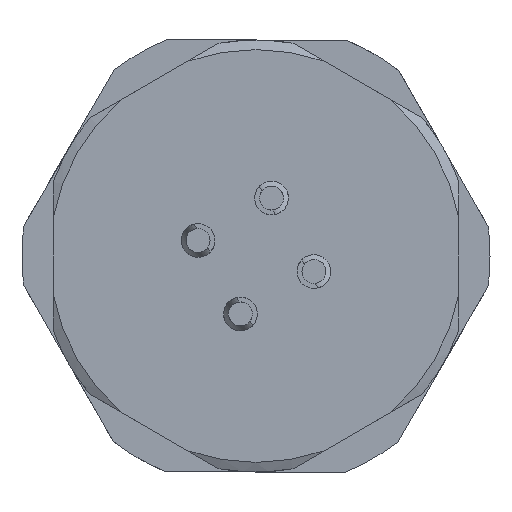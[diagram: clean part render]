
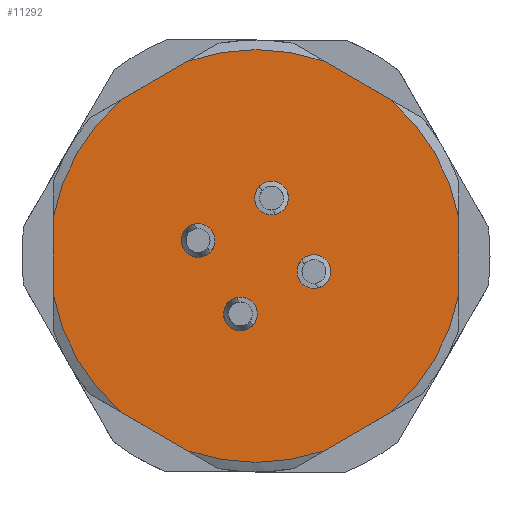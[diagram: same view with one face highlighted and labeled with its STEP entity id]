
A CAD part, front view. The second image highlights one B-rep face of the part: STEP entity #11292.
In plain terms, the highlighted planar face has unit normal (0, -1, 0).
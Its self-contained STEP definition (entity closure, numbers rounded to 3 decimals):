
#2893=CARTESIAN_POINT('',(5.61,-7.85,6.518));
#2895=CARTESIAN_POINT('',(2.84,-7.85,8.118));
#2915=CARTESIAN_POINT('',(0.,-7.85,0.));
#2916=DIRECTION('',(0.,1.,0.));
#2917=DIRECTION('',(0.652,0.,0.758));
#2918=AXIS2_PLACEMENT_3D('',#2915,#2916,#2917);
#2920=DIRECTION('',(0.,0.,-1.));
#2921=VECTOR('',#2920,3.198);
#2922=CARTESIAN_POINT('',(8.45,-7.85,1.599));
#2923=LINE('',#2922,#2921);
#2924=CARTESIAN_POINT('',(0.,-7.85,0.));
#2925=DIRECTION('',(0.,1.,0.));
#2926=DIRECTION('',(0.983,0.,-0.186));
#2927=AXIS2_PLACEMENT_3D('',#2924,#2925,#2926);
#2929=DIRECTION('',(-0.866,0.,-0.5));
#2930=VECTOR('',#2929,3.198);
#2931=CARTESIAN_POINT('',(5.61,-7.85,-6.518));
#2932=LINE('',#2931,#2930);
#2933=CARTESIAN_POINT('',(0.,-7.85,0.));
#2934=DIRECTION('',(0.,1.,0.));
#2935=DIRECTION('',(0.33,0.,-0.944));
#2936=AXIS2_PLACEMENT_3D('',#2933,#2934,#2935);
#2938=DIRECTION('',(-0.866,0.,0.5));
#2939=VECTOR('',#2938,3.198);
#2940=CARTESIAN_POINT('',(-2.84,-7.85,-8.118));
#2941=LINE('',#2940,#2939);
#2942=CARTESIAN_POINT('',(0.,-7.85,0.));
#2943=DIRECTION('',(0.,1.,0.));
#2944=DIRECTION('',(-0.652,0.,-0.758));
#2945=AXIS2_PLACEMENT_3D('',#2942,#2943,#2944);
#2947=DIRECTION('',(0.,0.,1.));
#2948=VECTOR('',#2947,3.198);
#2949=CARTESIAN_POINT('',(-8.45,-7.85,-1.599));
#2950=LINE('',#2949,#2948);
#2951=CARTESIAN_POINT('',(0.,-7.85,0.));
#2952=DIRECTION('',(0.,1.,0.));
#2953=DIRECTION('',(-0.983,0.,0.186));
#2954=AXIS2_PLACEMENT_3D('',#2951,#2952,#2953);
#2956=DIRECTION('',(0.866,0.,0.5));
#2957=VECTOR('',#2956,3.198);
#2958=CARTESIAN_POINT('',(-5.61,-7.85,6.518));
#2959=LINE('',#2958,#2957);
#2960=CARTESIAN_POINT('',(0.,-7.85,0.));
#2961=DIRECTION('',(0.,1.,0.));
#2962=DIRECTION('',(-0.33,0.,0.944));
#2963=AXIS2_PLACEMENT_3D('',#2960,#2961,#2962);
#2965=DIRECTION('',(0.866,0.,-0.5));
#2966=VECTOR('',#2965,3.198);
#2967=CARTESIAN_POINT('',(2.84,-7.85,8.118));
#2968=LINE('',#2967,#2966);
#2969=CARTESIAN_POINT('',(-2.415,-7.85,0.647));
#2970=DIRECTION('',(0.,-1.,0.));
#2971=DIRECTION('',(-0.966,0.,0.259));
#2972=AXIS2_PLACEMENT_3D('',#2969,#2970,#2971);
#2974=CARTESIAN_POINT('',(-2.415,-7.85,0.647));
#2975=DIRECTION('',(0.,-1.,0.));
#2976=DIRECTION('',(-0.371,0.,0.929));
#2977=AXIS2_PLACEMENT_3D('',#2974,#2975,#2976);
#2979=CARTESIAN_POINT('',(-0.648,-7.85,-2.415));
#2980=DIRECTION('',(0.,-1.,0.));
#2981=DIRECTION('',(-0.966,0.,0.259));
#2982=AXIS2_PLACEMENT_3D('',#2979,#2980,#2981);
#2984=CARTESIAN_POINT('',(-0.648,-7.85,-2.415));
#2985=DIRECTION('',(0.,-1.,0.));
#2986=DIRECTION('',(-0.371,0.,0.929));
#2987=AXIS2_PLACEMENT_3D('',#2984,#2985,#2986);
#2989=CARTESIAN_POINT('',(2.415,-7.85,-0.647));
#2990=DIRECTION('',(0.,-1.,0.));
#2991=DIRECTION('',(0.966,0.,-0.259));
#2992=AXIS2_PLACEMENT_3D('',#2989,#2990,#2991);
#2994=CARTESIAN_POINT('',(2.415,-7.85,-0.647));
#2995=DIRECTION('',(0.,-1.,0.));
#2996=DIRECTION('',(0.371,0.,-0.929));
#2997=AXIS2_PLACEMENT_3D('',#2994,#2995,#2996);
#2999=CARTESIAN_POINT('',(0.648,-7.85,2.415));
#3000=DIRECTION('',(0.,-1.,0.));
#3001=DIRECTION('',(0.966,0.,-0.259));
#3002=AXIS2_PLACEMENT_3D('',#2999,#3000,#3001);
#3004=CARTESIAN_POINT('',(0.648,-7.85,2.415));
#3005=DIRECTION('',(0.,-1.,0.));
#3006=DIRECTION('',(0.371,0.,-0.929));
#3007=AXIS2_PLACEMENT_3D('',#3004,#3005,#3006);
#3034=CARTESIAN_POINT('',(8.45,-7.85,1.599));
#3056=CARTESIAN_POINT('',(5.61,-7.85,-6.518));
#3132=CARTESIAN_POINT('',(-2.84,-7.85,8.118));
#3161=CARTESIAN_POINT('',(-8.45,-7.85,-1.599));
#3191=CARTESIAN_POINT('',(-5.61,-7.85,-6.518));
#3193=CARTESIAN_POINT('',(-2.84,-7.85,-8.118));
#8009=VERTEX_POINT('',#3132);
#8010=CARTESIAN_POINT('',(-5.61,-7.85,6.518));
#8011=VERTEX_POINT('',#8010);
#8014=CARTESIAN_POINT('',(-8.45,-7.85,1.599));
#8015=VERTEX_POINT('',#8014);
#8018=VERTEX_POINT('',#2895);
#8025=VERTEX_POINT('',#3161);
#8026=VERTEX_POINT('',#3191);
#8031=VERTEX_POINT('',#3193);
#8032=CARTESIAN_POINT('',(2.84,-7.85,-8.118));
#8033=VERTEX_POINT('',#8032);
#8038=VERTEX_POINT('',#3056);
#8039=CARTESIAN_POINT('',(8.45,-7.85,-1.599));
#8040=VERTEX_POINT('',#8039);
#8042=VERTEX_POINT('',#2893);
#8047=VERTEX_POINT('',#3034);
#8064=CARTESIAN_POINT('',(0.908,-7.85,1.765));
#8065=CARTESIAN_POINT('',(1.324,-7.85,2.234));
#8066=VERTEX_POINT('',#8064);
#8067=VERTEX_POINT('',#8065);
#8068=CARTESIAN_POINT('',(2.675,-7.85,-1.297));
#8069=CARTESIAN_POINT('',(3.091,-7.85,-0.828));
#8070=VERTEX_POINT('',#8068);
#8071=VERTEX_POINT('',#8069);
#8072=CARTESIAN_POINT('',(-0.908,-7.85,-1.765));
#8073=CARTESIAN_POINT('',(-1.324,-7.85,-2.234));
#8074=VERTEX_POINT('',#8072);
#8075=VERTEX_POINT('',#8073);
#8076=CARTESIAN_POINT('',(-2.675,-7.85,1.297));
#8077=CARTESIAN_POINT('',(-3.091,-7.85,0.828));
#8078=VERTEX_POINT('',#8076);
#8079=VERTEX_POINT('',#8077);
#11239=CARTESIAN_POINT('',(-7.75,-7.85,0.));
#11240=DIRECTION('',(0.,-1.,0.));
#11241=DIRECTION('',(-1.,0.,0.));
#11242=AXIS2_PLACEMENT_3D('',#11239,#11240,#11241);
#11243=PLANE('',#11242);
#11245=ORIENTED_EDGE('',*,*,#11244,.T.);
#11247=ORIENTED_EDGE('',*,*,#11246,.T.);
#11249=ORIENTED_EDGE('',*,*,#11248,.T.);
#11251=ORIENTED_EDGE('',*,*,#11250,.T.);
#11253=ORIENTED_EDGE('',*,*,#11252,.T.);
#11255=ORIENTED_EDGE('',*,*,#11254,.T.);
#11257=ORIENTED_EDGE('',*,*,#11256,.T.);
#11259=ORIENTED_EDGE('',*,*,#11258,.T.);
#11261=ORIENTED_EDGE('',*,*,#11260,.T.);
#11263=ORIENTED_EDGE('',*,*,#11262,.T.);
#11264=ORIENTED_EDGE('',*,*,#11232,.T.);
#11265=ORIENTED_EDGE('',*,*,#11202,.T.);
#11266=EDGE_LOOP('',(#11245,#11247,#11249,#11251,#11253,#11255,#11257,#11259,
#11261,#11263,#11264,#11265));
#11267=FACE_OUTER_BOUND('',#11266,.F.);
#11269=ORIENTED_EDGE('',*,*,#11268,.T.);
#11271=ORIENTED_EDGE('',*,*,#11270,.T.);
#11272=EDGE_LOOP('',(#11269,#11271));
#11273=FACE_BOUND('',#11272,.F.);
#11275=ORIENTED_EDGE('',*,*,#11274,.T.);
#11277=ORIENTED_EDGE('',*,*,#11276,.T.);
#11278=EDGE_LOOP('',(#11275,#11277));
#11279=FACE_BOUND('',#11278,.F.);
#11281=ORIENTED_EDGE('',*,*,#11280,.T.);
#11283=ORIENTED_EDGE('',*,*,#11282,.T.);
#11284=EDGE_LOOP('',(#11281,#11283));
#11285=FACE_BOUND('',#11284,.F.);
#11287=ORIENTED_EDGE('',*,*,#11286,.T.);
#11289=ORIENTED_EDGE('',*,*,#11288,.T.);
#11290=EDGE_LOOP('',(#11287,#11289));
#11291=FACE_BOUND('',#11290,.F.);
#11292=ADVANCED_FACE('',(#11267,#11273,#11279,#11285,#11291),#11243,.T.);
#2919=CIRCLE('',#2918,8.6);
#2928=CIRCLE('',#2927,8.6);
#2937=CIRCLE('',#2936,8.6);
#2946=CIRCLE('',#2945,8.6);
#2955=CIRCLE('',#2954,8.6);
#2964=CIRCLE('',#2963,8.6);
#2973=CIRCLE('',#2972,0.7);
#2978=CIRCLE('',#2977,0.7);
#2983=CIRCLE('',#2982,0.7);
#2988=CIRCLE('',#2987,0.7);
#2993=CIRCLE('',#2992,0.7);
#2998=CIRCLE('',#2997,0.7);
#3003=CIRCLE('',#3002,0.7);
#3008=CIRCLE('',#3007,0.7);
#11202=EDGE_CURVE('',#8018,#8042,#2968,.T.);
#11232=EDGE_CURVE('',#8009,#8018,#2964,.T.);
#11244=EDGE_CURVE('',#8042,#8047,#2919,.T.);
#11246=EDGE_CURVE('',#8047,#8040,#2923,.T.);
#11248=EDGE_CURVE('',#8040,#8038,#2928,.T.);
#11250=EDGE_CURVE('',#8038,#8033,#2932,.T.);
#11252=EDGE_CURVE('',#8033,#8031,#2937,.T.);
#11254=EDGE_CURVE('',#8031,#8026,#2941,.T.);
#11256=EDGE_CURVE('',#8026,#8025,#2946,.T.);
#11258=EDGE_CURVE('',#8025,#8015,#2950,.T.);
#11260=EDGE_CURVE('',#8015,#8011,#2955,.T.);
#11262=EDGE_CURVE('',#8011,#8009,#2959,.T.);
#11268=EDGE_CURVE('',#8079,#8078,#2973,.T.);
#11270=EDGE_CURVE('',#8078,#8079,#2978,.T.);
#11274=EDGE_CURVE('',#8075,#8074,#2983,.T.);
#11276=EDGE_CURVE('',#8074,#8075,#2988,.T.);
#11280=EDGE_CURVE('',#8071,#8070,#2993,.T.);
#11282=EDGE_CURVE('',#8070,#8071,#2998,.T.);
#11286=EDGE_CURVE('',#8067,#8066,#3003,.T.);
#11288=EDGE_CURVE('',#8066,#8067,#3008,.T.);
